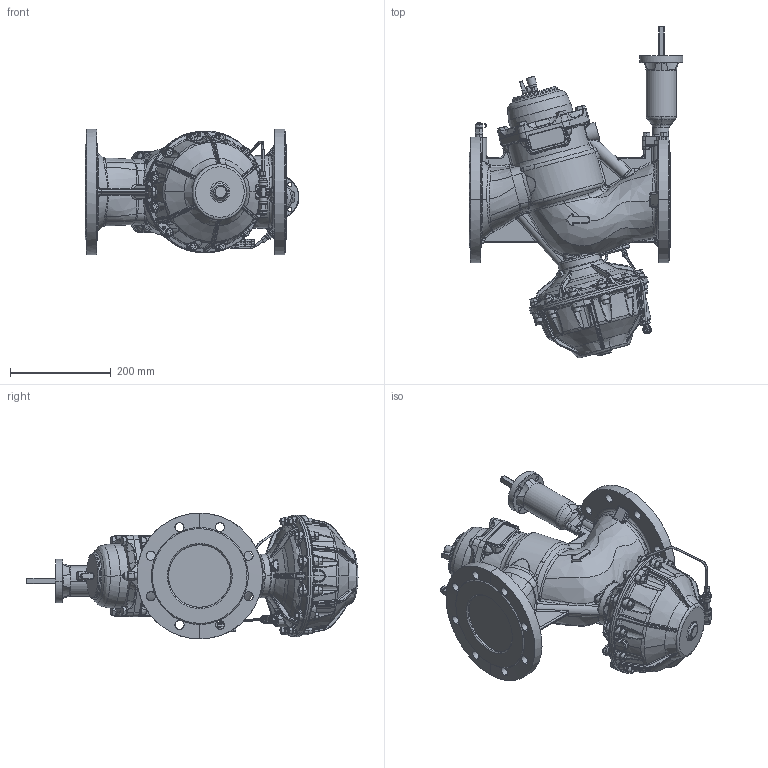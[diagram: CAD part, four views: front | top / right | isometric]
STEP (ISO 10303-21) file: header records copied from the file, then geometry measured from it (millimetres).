
FILE_DESCRIPTION(('CATIA V5 STEP Exchange','CAx-IF Rec.Pracs.--- Model Styling and Organization---1.5--- 2016-08-15','CAx-IF Rec.Pracs.---Supplemental Geometry---1.0---2011-11-01','CAx-IF Rec.Pracs.--- Composite Materials ---3.4---2017-06-13','CAx-IF Rec.Pracs.---Tessellated 3D Geometry---1.0---2015-12-17'),'2;1');
FILE_NAME('STEP_146120_-_TST.stp','2023-03-03T07:04:47+00:00',('none'),('none'),'CATIA Version 5-6 Release 2020 SP5','CATIA V5 STEP AP242 v2','none');
FILE_SCHEMA(('AP242_MANAGED_MODEL_BASED_3D_ENGINEERING_MIM_LF {1 0 10303 442 1 1 4}'));
Products named in the file (1): 146120 - TST
Bounding box: 424.81 x 659.29 x 250 mm (x, y, z)
Volume: 16306211.2 mm3; surface area: 752198.9 mm2
Topology: 1 solids, 33 shells, 4115 faces, 17091 edges, 13039 vertices
Faces by surface type: bspline 1901, plane 803, cylinder 766, cone 645
Entity records: 258809 total; most frequent: CARTESIAN_POINT 157263, ORIENTED_EDGE 34004, EDGE_CURVE 17002, VERTEX_POINT 13039, B_SPLINE_CURVE_WITH_KNOTS 7028, DIRECTION 6758, EDGE_LOOP 4285, ADVANCED_FACE 4115
